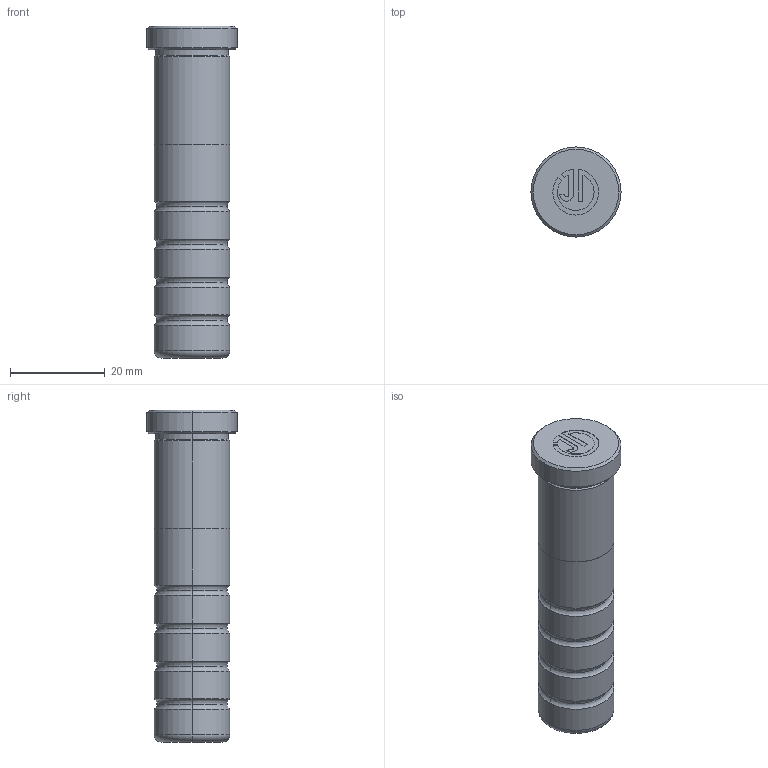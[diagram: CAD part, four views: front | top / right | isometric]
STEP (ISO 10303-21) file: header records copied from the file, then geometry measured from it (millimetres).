
FILE_DESCRIPTION (( 'STEP AP214' ), '1' );
FILE_NAME ('SGOH-D16-70.step', '2021-07-28T09:30:07', ( 'User' ), ( 'china' ), 'SwSTEP 2.0', 'SolidWorks 2016', '' );
FILE_SCHEMA (( 'AUTOMOTIVE_DESIGN' ));
Length unit declared in the file: millimetre
Products named in the file (1): SGOH-D16-70
Bounding box: 19 x 19 x 70 mm (x, y, z)
Volume: 14233.1 mm3; surface area: 4175.8 mm2
Topology: 1 solids, 1 shells, 70 faces, 152 edges, 90 vertices
Faces by surface type: cylinder 26, torus 20, plane 16, cone 8
Entity records: 1952 total; most frequent: DIRECTION 388, CARTESIAN_POINT 313, ORIENTED_EDGE 304, AXIS2_PLACEMENT_3D 165, EDGE_CURVE 152, CIRCLE 94, VERTEX_POINT 90, EDGE_LOOP 76
